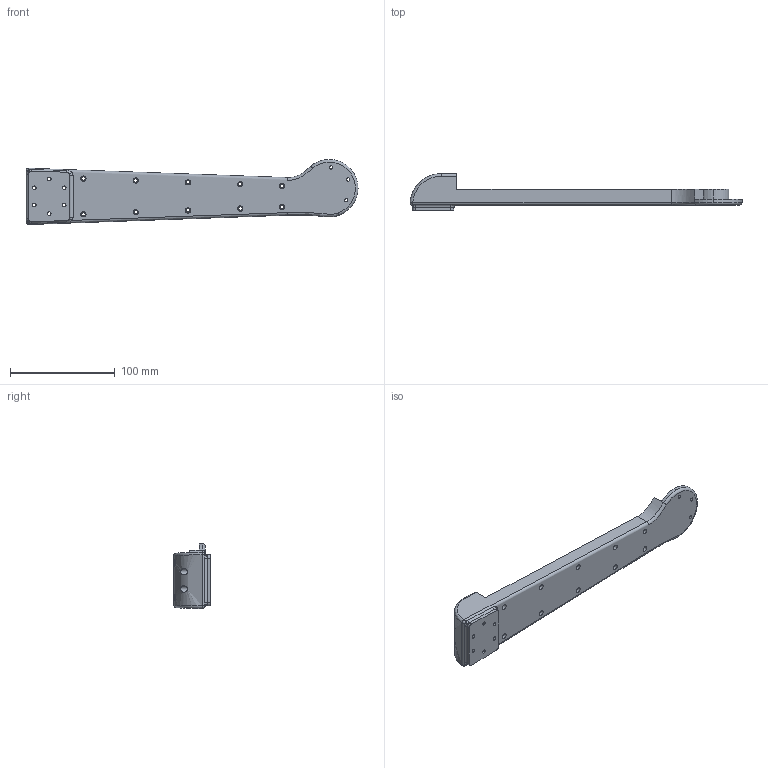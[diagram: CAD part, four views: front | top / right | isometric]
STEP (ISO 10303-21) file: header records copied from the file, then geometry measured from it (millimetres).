
FILE_DESCRIPTION (( 'STEP AP214' ), '1' );
FILE_NAME ('MirrorShank_Base.STEP', '2023-12-11T13:49:48', ( '' ), ( '' ), 'SwSTEP 2.0', 'SolidWorks 2023', '' );
FILE_SCHEMA (( 'AUTOMOTIVE_DESIGN' ));
Length unit declared in the file: millimetre
Products named in the file (1): MirrorShank_Base
Bounding box: 317.36 x 35 x 62.2 mm (x, y, z)
Volume: 147298.1 mm3; surface area: 52456.6 mm2
Topology: 1 solids, 1 shells, 187 faces, 478 edges, 309 vertices
Faces by surface type: cylinder 103, plane 63, bspline 15, sphere 3, torus 3
Entity records: 6901 total; most frequent: CARTESIAN_POINT 2217, DIRECTION 988, ORIENTED_EDGE 956, EDGE_CURVE 478, AXIS2_PLACEMENT_3D 378, VERTEX_POINT 309, EDGE_LOOP 241, VECTOR 232
